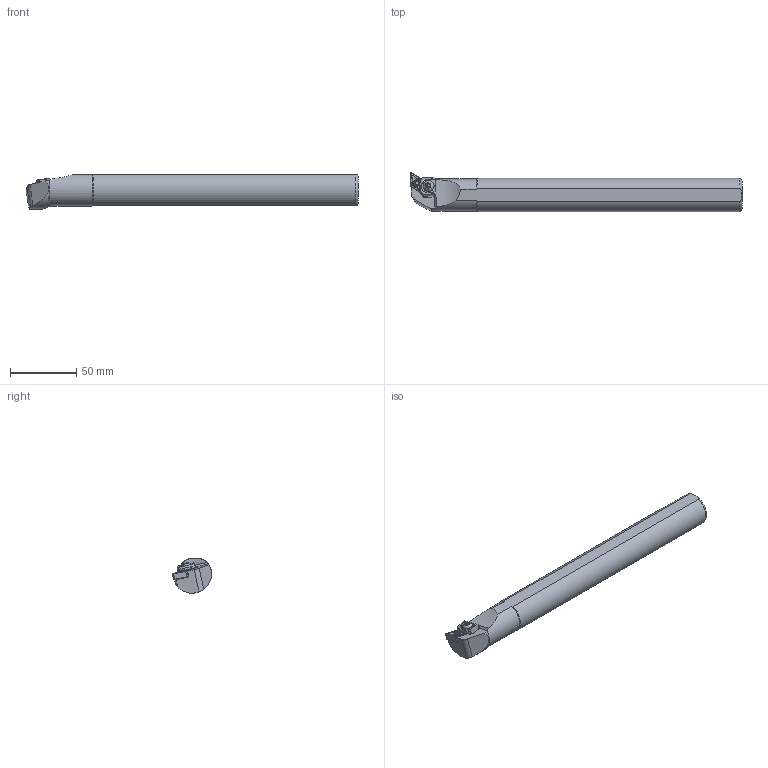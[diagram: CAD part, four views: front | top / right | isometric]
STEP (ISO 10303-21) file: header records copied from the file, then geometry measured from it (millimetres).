
FILE_DESCRIPTION (( 'STEP AP214' ), '1' );
FILE_NAME ('S25S-MDUNL-11-LIGHT.STP', '2023-10-18T09:12:57', ( '' ), ( '' ), 'SwSTEP 2.0', 'SolidWorks 2018', '' );
FILE_SCHEMA (( 'AUTOMOTIVE_DESIGN' ));
Length unit declared in the file: millimetre
Products named in the file (1): S25S-MDUNL-11-LIGHT
Bounding box: 250 x 29.5 x 26 mm (x, y, z)
Volume: 114956.3 mm3; surface area: 21178.6 mm2
Topology: 2 solids, 2 shells, 212 faces, 552 edges, 351 vertices
Faces by surface type: plane 109, cylinder 45, cone 43, torus 10, bspline 5
Entity records: 10486 total; most frequent: CARTESIAN_POINT 3049, ORIENTED_EDGE 1100, DIRECTION 1012, EDGE_CURVE 550, AXIS2_PLACEMENT_3D 356, VERTEX_POINT 351, LINE 300, VECTOR 300
